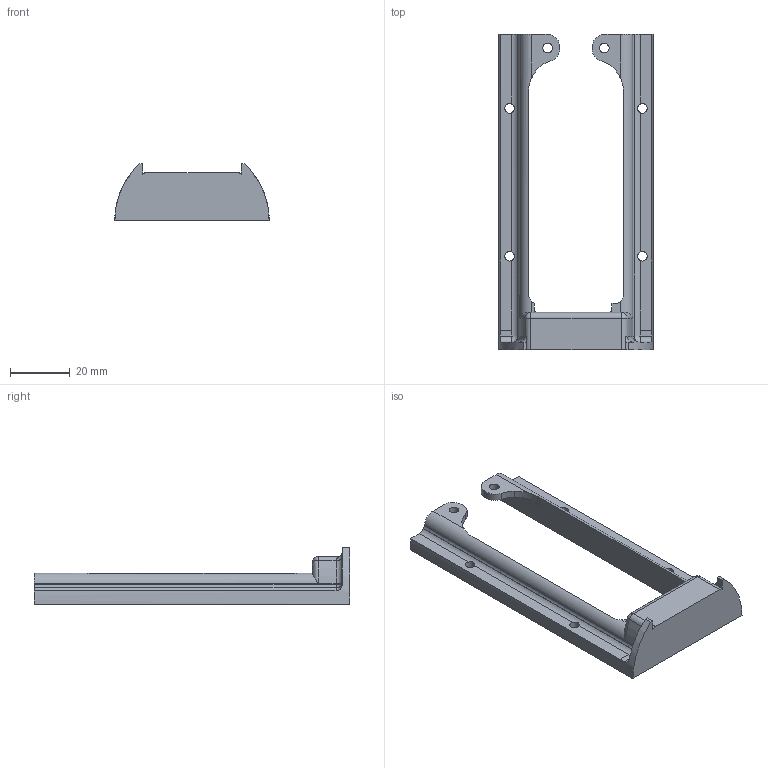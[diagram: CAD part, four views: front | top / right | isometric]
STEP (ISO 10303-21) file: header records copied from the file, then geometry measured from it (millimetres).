
FILE_DESCRIPTION(/* description */ (''),/* implementation_level */ '2;1');
FILE_NAME(/* name */ 'Housing2 V0.6.0.step',/* time_stamp */ '2024-04-02T21:03:49-04:00',/* author */ (''),/* organization */ (''),/* preprocessor_version */ 'ST-DEVELOPER v20',/* originating_system */ 'Autodesk Translation Framework v12.20.1.177',/* authorisation */ '');
FILE_SCHEMA (('AUTOMOTIVE_DESIGN { 1 0 10303 214 3 1 1 }'));
Length unit declared in the file: millimetre
Products named in the file (1): Housing2 V0.6.0
Bounding box: 51.65 x 105.5 x 19 mm (x, y, z)
Volume: 18441.2 mm3; surface area: 10853 mm2
Topology: 1 solids, 3 shells, 114 faces, 312 edges, 198 vertices
Faces by surface type: plane 48, cylinder 48, torus 10, sphere 4, bspline 4
Full cylindrical faces by diameter (mm): 3.2 x6
Entity records: 3902 total; most frequent: CARTESIAN_POINT 886, DIRECTION 634, ORIENTED_EDGE 626, EDGE_CURVE 313, AXIS2_PLACEMENT_3D 232, VERTEX_POINT 204, LINE 170, VECTOR 170
